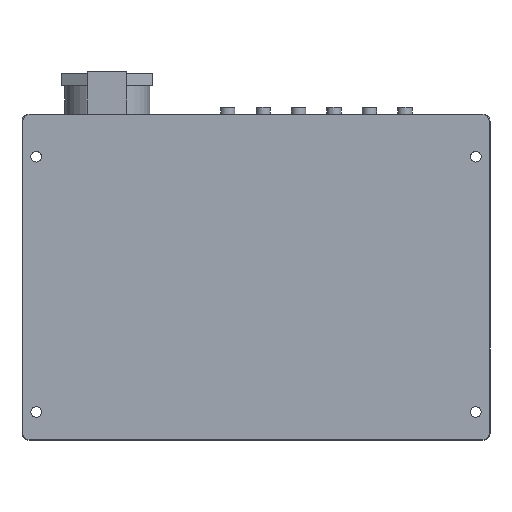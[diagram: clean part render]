
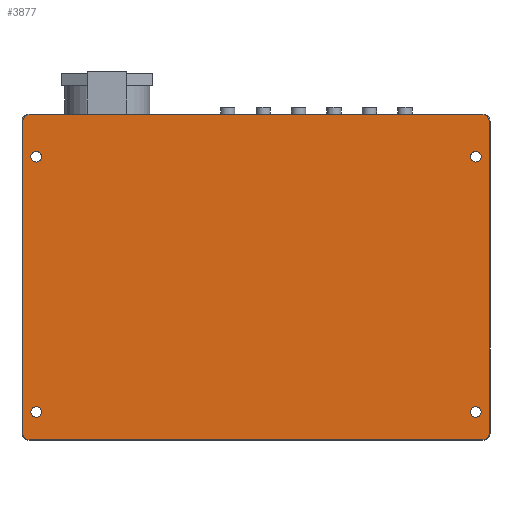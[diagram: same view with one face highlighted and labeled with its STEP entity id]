
A CAD part, front view. The second image highlights one B-rep face of the part: STEP entity #3877.
In plain terms, the highlighted planar face has unit normal (0, -1, 0).
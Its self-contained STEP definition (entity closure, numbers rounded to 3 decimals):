
#857=CARTESIAN_POINT('',(-160.,-46.65,-225.));
#858=DIRECTION('',(0.,1.,0.));
#859=DIRECTION('',(0.,0.,-1.));
#860=AXIS2_PLACEMENT_3D('',#857,#858,#859);
#865=DIRECTION('',(0.,0.,1.));
#866=VECTOR('',#865,220.);
#867=CARTESIAN_POINT('',(-164.5,-46.65,-225.));
#868=LINE('',#867,#866);
#872=CARTESIAN_POINT('',(-160.,-46.65,-5.));
#873=DIRECTION('',(0.,1.,0.));
#874=DIRECTION('',(-1.,0.,0.));
#875=AXIS2_PLACEMENT_3D('',#872,#873,#874);
#880=DIRECTION('',(1.,0.,0.));
#881=VECTOR('',#880,320.);
#882=CARTESIAN_POINT('',(-160.,-46.65,-0.5));
#883=LINE('',#882,#881);
#887=CARTESIAN_POINT('',(160.,-46.65,-5.));
#888=DIRECTION('',(0.,1.,0.));
#889=DIRECTION('',(0.,0.,1.));
#890=AXIS2_PLACEMENT_3D('',#887,#888,#889);
#895=DIRECTION('',(0.,0.,-1.));
#896=VECTOR('',#895,220.);
#897=CARTESIAN_POINT('',(164.5,-46.65,-5.));
#898=LINE('',#897,#896);
#902=CARTESIAN_POINT('',(160.,-46.65,-225.));
#903=DIRECTION('',(0.,1.,0.));
#904=DIRECTION('',(1.,0.,0.));
#905=AXIS2_PLACEMENT_3D('',#902,#903,#904);
#910=DIRECTION('',(-1.,0.,0.));
#911=VECTOR('',#910,320.);
#912=CARTESIAN_POINT('',(160.,-46.65,-229.5));
#913=LINE('',#912,#911);
#917=CARTESIAN_POINT('',(155.,-46.65,-210.));
#918=DIRECTION('',(0.,-1.,0.));
#919=DIRECTION('',(1.,0.,0.));
#920=AXIS2_PLACEMENT_3D('',#917,#918,#919);
#925=CARTESIAN_POINT('',(155.,-46.65,-210.));
#926=DIRECTION('',(0.,-1.,0.));
#927=DIRECTION('',(-1.,0.,0.));
#928=AXIS2_PLACEMENT_3D('',#925,#926,#927);
#933=CARTESIAN_POINT('',(-155.,-46.65,-210.));
#934=DIRECTION('',(0.,-1.,0.));
#935=DIRECTION('',(1.,0.,0.));
#936=AXIS2_PLACEMENT_3D('',#933,#934,#935);
#941=CARTESIAN_POINT('',(-155.,-46.65,-210.));
#942=DIRECTION('',(0.,-1.,0.));
#943=DIRECTION('',(-1.,0.,0.));
#944=AXIS2_PLACEMENT_3D('',#941,#942,#943);
#949=CARTESIAN_POINT('',(155.,-46.65,-30.));
#950=DIRECTION('',(0.,-1.,0.));
#951=DIRECTION('',(1.,0.,0.));
#952=AXIS2_PLACEMENT_3D('',#949,#950,#951);
#957=CARTESIAN_POINT('',(155.,-46.65,-30.));
#958=DIRECTION('',(0.,-1.,0.));
#959=DIRECTION('',(-1.,0.,0.));
#960=AXIS2_PLACEMENT_3D('',#957,#958,#959);
#965=CARTESIAN_POINT('',(-155.,-46.65,-30.));
#966=DIRECTION('',(0.,-1.,0.));
#967=DIRECTION('',(1.,0.,0.));
#968=AXIS2_PLACEMENT_3D('',#965,#966,#967);
#973=CARTESIAN_POINT('',(-155.,-46.65,-30.));
#974=DIRECTION('',(0.,-1.,0.));
#975=DIRECTION('',(-1.,0.,0.));
#976=AXIS2_PLACEMENT_3D('',#973,#974,#975);
#2849=CARTESIAN_POINT('',(-160.,-46.65,-229.5));
#2850=CARTESIAN_POINT('',(-164.5,-46.65,-225.));
#2851=VERTEX_POINT('',#2849);
#2852=VERTEX_POINT('',#2850);
#2855=CARTESIAN_POINT('',(-164.5,-46.65,-5.));
#2856=VERTEX_POINT('',#2855);
#2859=CARTESIAN_POINT('',(-160.,-46.65,-0.5));
#2860=VERTEX_POINT('',#2859);
#2863=CARTESIAN_POINT('',(160.,-46.65,-0.5));
#2864=VERTEX_POINT('',#2863);
#2867=CARTESIAN_POINT('',(164.5,-46.65,-5.));
#2868=VERTEX_POINT('',#2867);
#2871=CARTESIAN_POINT('',(164.5,-46.65,-225.));
#2872=VERTEX_POINT('',#2871);
#2875=CARTESIAN_POINT('',(160.,-46.65,-229.5));
#2876=VERTEX_POINT('',#2875);
#3221=CARTESIAN_POINT('',(158.75,-46.65,-210.));
#3222=CARTESIAN_POINT('',(151.25,-46.65,-210.));
#3223=VERTEX_POINT('',#3221);
#3224=VERTEX_POINT('',#3222);
#3229=CARTESIAN_POINT('',(-151.25,-46.65,-210.));
#3230=CARTESIAN_POINT('',(-158.75,-46.65,-210.));
#3231=VERTEX_POINT('',#3229);
#3232=VERTEX_POINT('',#3230);
#3237=CARTESIAN_POINT('',(158.75,-46.65,-30.));
#3238=CARTESIAN_POINT('',(151.25,-46.65,-30.));
#3239=VERTEX_POINT('',#3237);
#3240=VERTEX_POINT('',#3238);
#3245=CARTESIAN_POINT('',(-151.25,-46.65,-30.));
#3246=CARTESIAN_POINT('',(-158.75,-46.65,-30.));
#3247=VERTEX_POINT('',#3245);
#3248=VERTEX_POINT('',#3246);
#3834=CARTESIAN_POINT('',(-165.,-46.65,0.));
#3835=DIRECTION('',(0.,-1.,0.));
#3836=DIRECTION('',(1.,0.,0.));
#3837=AXIS2_PLACEMENT_3D('',#3834,#3835,#3836);
#3838=PLANE('',#3837);
#3840=ORIENTED_EDGE('',*,*,#3839,.T.);
#3841=ORIENTED_EDGE('',*,*,#3827,.T.);
#3842=ORIENTED_EDGE('',*,*,#3517,.T.);
#3843=ORIENTED_EDGE('',*,*,#3532,.T.);
#3844=ORIENTED_EDGE('',*,*,#3547,.T.);
#3846=ORIENTED_EDGE('',*,*,#3845,.T.);
#3848=ORIENTED_EDGE('',*,*,#3847,.T.);
#3850=ORIENTED_EDGE('',*,*,#3849,.T.);
#3851=EDGE_LOOP('',(#3840,#3841,#3842,#3843,#3844,#3846,#3848,#3850));
#3852=FACE_OUTER_BOUND('',#3851,.F.);
#3854=ORIENTED_EDGE('',*,*,#3853,.T.);
#3856=ORIENTED_EDGE('',*,*,#3855,.T.);
#3857=EDGE_LOOP('',(#3854,#3856));
#3858=FACE_BOUND('',#3857,.F.);
#3860=ORIENTED_EDGE('',*,*,#3859,.T.);
#3862=ORIENTED_EDGE('',*,*,#3861,.T.);
#3863=EDGE_LOOP('',(#3860,#3862));
#3864=FACE_BOUND('',#3863,.F.);
#3866=ORIENTED_EDGE('',*,*,#3865,.T.);
#3868=ORIENTED_EDGE('',*,*,#3867,.T.);
#3869=EDGE_LOOP('',(#3866,#3868));
#3870=FACE_BOUND('',#3869,.F.);
#3872=ORIENTED_EDGE('',*,*,#3871,.T.);
#3874=ORIENTED_EDGE('',*,*,#3873,.T.);
#3875=EDGE_LOOP('',(#3872,#3874));
#3876=FACE_BOUND('',#3875,.F.);
#3877=ADVANCED_FACE('',(#3852,#3858,#3864,#3870,#3876),#3838,.T.);
#861=CIRCLE('',#860,4.5);
#876=CIRCLE('',#875,4.5);
#891=CIRCLE('',#890,4.5);
#906=CIRCLE('',#905,4.5);
#921=CIRCLE('',#920,3.75);
#929=CIRCLE('',#928,3.75);
#937=CIRCLE('',#936,3.75);
#945=CIRCLE('',#944,3.75);
#953=CIRCLE('',#952,3.75);
#961=CIRCLE('',#960,3.75);
#969=CIRCLE('',#968,3.75);
#977=CIRCLE('',#976,3.75);
#3517=EDGE_CURVE('',#2856,#2860,#876,.T.);
#3532=EDGE_CURVE('',#2860,#2864,#883,.T.);
#3547=EDGE_CURVE('',#2864,#2868,#891,.T.);
#3827=EDGE_CURVE('',#2852,#2856,#868,.T.);
#3839=EDGE_CURVE('',#2851,#2852,#861,.T.);
#3845=EDGE_CURVE('',#2868,#2872,#898,.T.);
#3847=EDGE_CURVE('',#2872,#2876,#906,.T.);
#3849=EDGE_CURVE('',#2876,#2851,#913,.T.);
#3853=EDGE_CURVE('',#3223,#3224,#921,.T.);
#3855=EDGE_CURVE('',#3224,#3223,#929,.T.);
#3859=EDGE_CURVE('',#3231,#3232,#937,.T.);
#3861=EDGE_CURVE('',#3232,#3231,#945,.T.);
#3865=EDGE_CURVE('',#3239,#3240,#953,.T.);
#3867=EDGE_CURVE('',#3240,#3239,#961,.T.);
#3871=EDGE_CURVE('',#3247,#3248,#969,.T.);
#3873=EDGE_CURVE('',#3248,#3247,#977,.T.);
